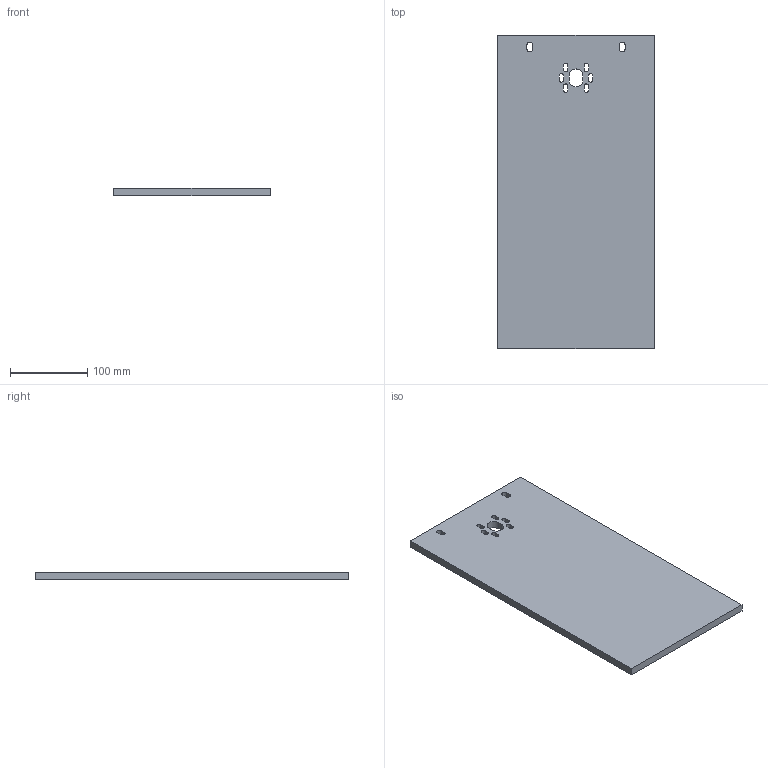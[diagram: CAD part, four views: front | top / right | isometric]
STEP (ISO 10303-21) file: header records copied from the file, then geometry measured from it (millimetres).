
FILE_DESCRIPTION(('FreeCAD Model'),'2;1');
FILE_NAME('BallScrewPlate.step', '2019-07-21T14:19:42',('Author'),(''), 'Open CASCADE STEP processor 7.2','FreeCAD','Unknown');
FILE_SCHEMA(('AUTOMOTIVE_DESIGN { 1 0 10303 214 1 1 1 1 }'));
Length unit declared in the file: millimetre
Products named in the file (1): difference
Bounding box: 203.2 x 406.4 x 10 mm (x, y, z)
Volume: 817230.1 mm3; surface area: 178705.7 mm2
Topology: 1 solids, 1 shells, 42 faces, 120 edges, 80 vertices
Faces by surface type: plane 24, cylinder 18
Entity records: 1722 total; most frequent: CARTESIAN_POINT 243, DIRECTION 242, ORIENTED_EDGE 240, EDGE_CURVE 120, LINE 84, VECTOR 84, VERTEX_POINT 80, AXIS2_PLACEMENT_3D 79
